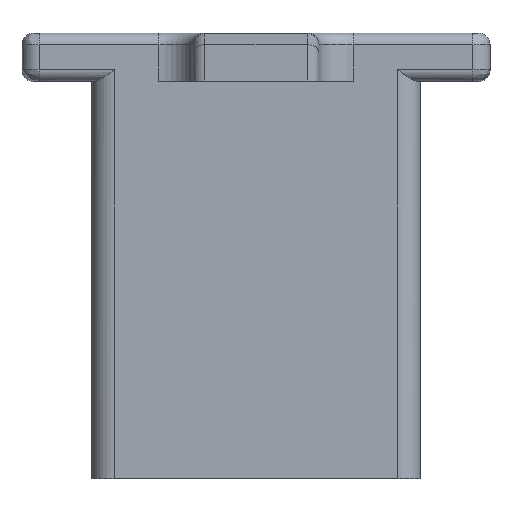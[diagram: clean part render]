
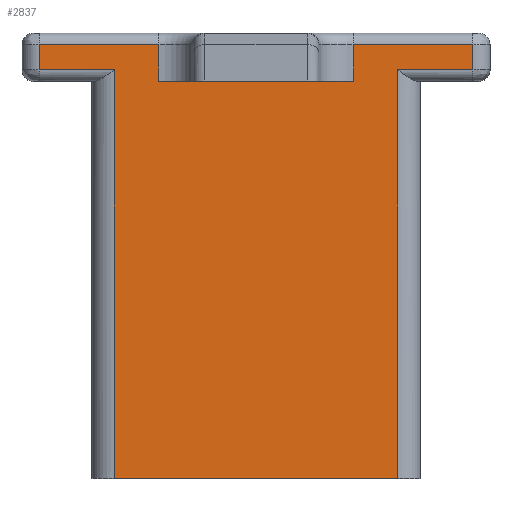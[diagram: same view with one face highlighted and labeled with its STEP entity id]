
A CAD part, top view. The second image highlights one B-rep face of the part: STEP entity #2837.
In plain terms, the highlighted planar face has unit normal (0, 0, 1).
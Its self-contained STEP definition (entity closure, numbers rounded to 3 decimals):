
#48=PLANE('',#3038);
#163=LINE('',#3989,#519);
#175=LINE('',#4025,#531);
#203=LINE('',#4091,#559);
#207=LINE('',#4155,#563);
#210=LINE('',#4164,#566);
#212=LINE('',#4171,#568);
#225=LINE('',#4202,#581);
#226=LINE('',#4206,#582);
#227=LINE('',#4208,#583);
#228=LINE('',#4210,#584);
#229=LINE('',#4212,#585);
#230=LINE('',#4213,#586);
#231=LINE('',#4215,#587);
#232=LINE('',#4216,#588);
#233=LINE('',#4218,#589);
#234=LINE('',#4219,#590);
#519=VECTOR('',#3225,10.);
#531=VECTOR('',#3255,10.);
#559=VECTOR('',#3301,10.);
#563=VECTOR('',#3337,10.);
#566=VECTOR('',#3348,10.);
#568=VECTOR('',#3356,10.);
#581=VECTOR('',#3385,10.);
#582=VECTOR('',#3390,10.);
#583=VECTOR('',#3391,10.);
#584=VECTOR('',#3392,10.);
#585=VECTOR('',#3393,10.);
#586=VECTOR('',#3394,10.);
#587=VECTOR('',#3395,10.);
#588=VECTOR('',#3396,10.);
#589=VECTOR('',#3397,10.);
#590=VECTOR('',#3398,10.);
#925=FACE_OUTER_BOUND('',#1081,.T.);
#1081=EDGE_LOOP('',(#2133,#2134,#2135,#2136,#2137,#2138,#2139,#2140,#2141,
#2142,#2143,#2144,#2145,#2146,#2147,#2148));
#1281=VERTEX_POINT('',#3986);
#1282=VERTEX_POINT('',#3988);
#1297=VERTEX_POINT('',#4023);
#1325=VERTEX_POINT('',#4085);
#1326=VERTEX_POINT('',#4089);
#1333=VERTEX_POINT('',#4149);
#1334=VERTEX_POINT('',#4153);
#1336=VERTEX_POINT('',#4163);
#1338=VERTEX_POINT('',#4169);
#1348=VERTEX_POINT('',#4201);
#1349=VERTEX_POINT('',#4205);
#1350=VERTEX_POINT('',#4207);
#1351=VERTEX_POINT('',#4209);
#1352=VERTEX_POINT('',#4211);
#1353=VERTEX_POINT('',#4214);
#1354=VERTEX_POINT('',#4217);
#1560=EDGE_CURVE('',#1282,#1281,#163,.T.);
#1579=EDGE_CURVE('',#1281,#1297,#175,.T.);
#1612=EDGE_CURVE('',#1326,#1325,#203,.T.);
#1628=EDGE_CURVE('',#1334,#1333,#207,.T.);
#1632=EDGE_CURVE('',#1325,#1336,#210,.T.);
#1636=EDGE_CURVE('',#1338,#1326,#212,.T.);
#1651=EDGE_CURVE('',#1333,#1348,#225,.T.);
#1653=EDGE_CURVE('',#1349,#1338,#226,.T.);
#1654=EDGE_CURVE('',#1350,#1349,#227,.T.);
#1655=EDGE_CURVE('',#1350,#1351,#228,.T.);
#1656=EDGE_CURVE('',#1352,#1351,#229,.T.);
#1657=EDGE_CURVE('',#1348,#1352,#230,.T.);
#1658=EDGE_CURVE('',#1353,#1334,#231,.T.);
#1659=EDGE_CURVE('',#1353,#1282,#232,.T.);
#1660=EDGE_CURVE('',#1297,#1354,#233,.T.);
#1661=EDGE_CURVE('',#1354,#1336,#234,.T.);
#2133=ORIENTED_EDGE('',*,*,#1612,.F.);
#2134=ORIENTED_EDGE('',*,*,#1636,.F.);
#2135=ORIENTED_EDGE('',*,*,#1653,.F.);
#2136=ORIENTED_EDGE('',*,*,#1654,.F.);
#2137=ORIENTED_EDGE('',*,*,#1655,.T.);
#2138=ORIENTED_EDGE('',*,*,#1656,.F.);
#2139=ORIENTED_EDGE('',*,*,#1657,.F.);
#2140=ORIENTED_EDGE('',*,*,#1651,.F.);
#2141=ORIENTED_EDGE('',*,*,#1628,.F.);
#2142=ORIENTED_EDGE('',*,*,#1658,.F.);
#2143=ORIENTED_EDGE('',*,*,#1659,.T.);
#2144=ORIENTED_EDGE('',*,*,#1560,.T.);
#2145=ORIENTED_EDGE('',*,*,#1579,.T.);
#2146=ORIENTED_EDGE('',*,*,#1660,.T.);
#2147=ORIENTED_EDGE('',*,*,#1661,.T.);
#2148=ORIENTED_EDGE('',*,*,#1632,.F.);
#2837=ADVANCED_FACE('',(#925),#48,.T.);
#3038=AXIS2_PLACEMENT_3D('',#4204,#3388,#3389);
#3225=DIRECTION('',(0.,1.,0.));
#3255=DIRECTION('',(-1.,0.,0.));
#3301=DIRECTION('',(1.,0.,0.));
#3337=DIRECTION('',(1.,0.,0.));
#3348=DIRECTION('',(0.,-1.,0.));
#3356=DIRECTION('',(0.,1.,0.));
#3385=DIRECTION('',(0.,-1.,0.));
#3388=DIRECTION('center_axis',(0.,0.,1.));
#3389=DIRECTION('ref_axis',(1.,0.,0.));
#3390=DIRECTION('',(-1.,0.,0.));
#3391=DIRECTION('',(0.,1.,0.));
#3392=DIRECTION('',(1.,0.,0.));
#3393=DIRECTION('',(0.,-1.,0.));
#3394=DIRECTION('',(-1.,0.,0.));
#3395=DIRECTION('',(0.,1.,0.));
#3396=DIRECTION('',(-1.,0.,0.));
#3397=DIRECTION('',(0.,-1.,0.));
#3398=DIRECTION('',(-1.,0.,0.));
#3986=CARTESIAN_POINT('',(8.95,19.5,5.6));
#3988=CARTESIAN_POINT('',(8.95,17.4,5.6));
#3989=CARTESIAN_POINT('',(8.95,9.75,5.6));
#4023=CARTESIAN_POINT('',(5.45,19.5,5.6));
#4025=CARTESIAN_POINT('',(0.,19.5,5.6));
#4085=CARTESIAN_POINT('',(2.95,19.,5.6));
#4089=CARTESIAN_POINT('',(-2.3,19.,5.6));
#4091=CARTESIAN_POINT('',(3.325,19.,5.6));
#4149=CARTESIAN_POINT('',(16.7,19.,5.6));
#4153=CARTESIAN_POINT('',(11.45,19.,5.6));
#4155=CARTESIAN_POINT('',(3.325,19.,5.6));
#4163=CARTESIAN_POINT('',(2.95,17.4,5.6));
#4164=CARTESIAN_POINT('',(2.95,9.75,5.6));
#4169=CARTESIAN_POINT('',(-2.3,17.9,5.6));
#4171=CARTESIAN_POINT('',(-2.3,9.75,5.6));
#4201=CARTESIAN_POINT('',(16.7,17.9,5.6));
#4202=CARTESIAN_POINT('',(16.7,9.75,5.6));
#4204=CARTESIAN_POINT('Origin',(0.,0.,5.6));
#4205=CARTESIAN_POINT('',(1.,17.9,5.6));
#4206=CARTESIAN_POINT('',(3.325,17.9,5.6));
#4207=CARTESIAN_POINT('',(1.,0.,5.6));
#4208=CARTESIAN_POINT('',(1.,0.,5.6));
#4209=CARTESIAN_POINT('',(13.4,0.,5.6));
#4210=CARTESIAN_POINT('',(0.,0.,5.6));
#4211=CARTESIAN_POINT('',(13.4,17.9,5.6));
#4212=CARTESIAN_POINT('',(13.4,0.,5.6));
#4213=CARTESIAN_POINT('',(3.325,17.9,5.6));
#4214=CARTESIAN_POINT('',(11.45,17.4,5.6));
#4215=CARTESIAN_POINT('',(11.45,9.75,5.6));
#4216=CARTESIAN_POINT('',(3.6,17.4,5.6));
#4217=CARTESIAN_POINT('',(5.45,17.4,5.6));
#4218=CARTESIAN_POINT('',(5.45,9.75,5.6));
#4219=CARTESIAN_POINT('',(3.6,17.4,5.6));
